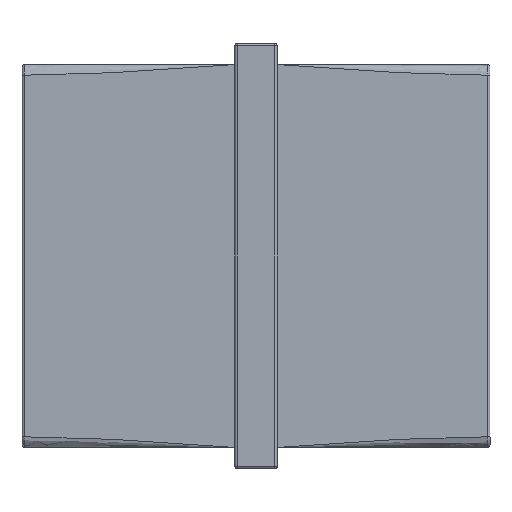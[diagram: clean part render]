
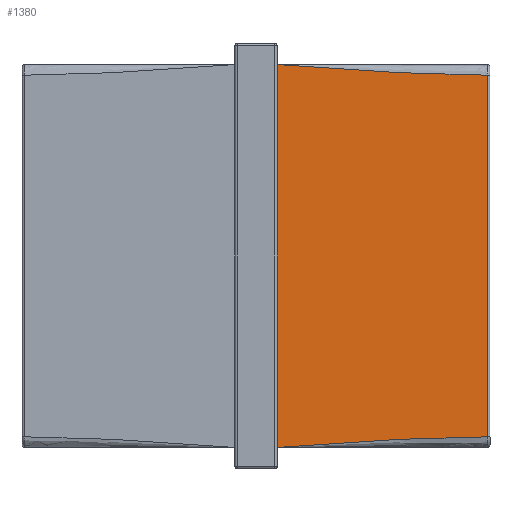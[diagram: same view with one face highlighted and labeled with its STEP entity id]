
A CAD part, front view. The second image highlights one B-rep face of the part: STEP entity #1380.
In plain terms, the highlighted planar face has unit normal (0, -1, 0).
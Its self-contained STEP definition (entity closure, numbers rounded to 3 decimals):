
#17 = EDGE_CURVE ( 'NONE', #851, #1834, #1192, .T. ) ;
#124 = DIRECTION ( 'NONE',  ( 0., 0., 1. ) ) ;
#142 = CARTESIAN_POINT ( 'NONE',  ( 2., -13., -18. ) ) ;
#212 = CARTESIAN_POINT ( 'NONE',  ( 2., -13., -18. ) ) ;
#411 = CARTESIAN_POINT ( 'NONE',  ( 15.167, -13., -17.012 ) ) ;
#491 = CARTESIAN_POINT ( 'NONE',  ( 21.75, -13., -17. ) ) ;
#544 = DIRECTION ( 'NONE',  ( 0., 0., 1. ) ) ;
#641 = ORIENTED_EDGE ( 'NONE', *, *, #701, .T. ) ;
#692 = FACE_OUTER_BOUND ( 'NONE', #2024, .T. ) ;
#695 = ORIENTED_EDGE ( 'NONE', *, *, #1000, .T. ) ;
#701 = EDGE_CURVE ( 'NONE', #1834, #942, #872, .T. ) ;
#705 = CARTESIAN_POINT ( 'NONE',  ( 21.75, -13., 17. ) ) ;
#832 = CARTESIAN_POINT ( 'NONE',  ( 21.75, -13., 17. ) ) ;
#851 = VERTEX_POINT ( 'NONE', #491 ) ;
#861 = ORIENTED_EDGE ( 'NONE', *, *, #17, .T. ) ;
#872 = B_SPLINE_CURVE_WITH_KNOTS ( 'NONE', 3,
 ( #885, #1825, #2139, #1246 ),
 .UNSPECIFIED., .F., .F.,
 ( 4, 4 ),
 ( 0., 0.02 ),
 .UNSPECIFIED. ) ;
#885 = CARTESIAN_POINT ( 'NONE',  ( 21.75, -13., 17. ) ) ;
#942 = VERTEX_POINT ( 'NONE', #1938 ) ;
#962 = VERTEX_POINT ( 'NONE', #142 ) ;
#1000 = EDGE_CURVE ( 'NONE', #942, #962, #1809, .T. ) ;
#1009 = VECTOR ( 'NONE', #124, 1000. ) ;
#1163 = VECTOR ( 'NONE', #1798, 1000. ) ;
#1192 = LINE ( 'NONE', #832, #1009 ) ;
#1219 = PLANE ( 'NONE',  #2233 ) ;
#1246 = CARTESIAN_POINT ( 'NONE',  ( 2., -13., 18. ) ) ;
#1380 = ADVANCED_FACE ( 'NONE', ( #692 ), #1219, .F. ) ;
#1418 = ORIENTED_EDGE ( 'NONE', *, *, #1450, .T. ) ;
#1447 = CARTESIAN_POINT ( 'NONE',  ( 22., -13., 18. ) ) ;
#1450 = EDGE_CURVE ( 'NONE', #962, #851, #1888, .T. ) ;
#1482 = CARTESIAN_POINT ( 'NONE',  ( 21.75, -13., -17. ) ) ;
#1798 = DIRECTION ( 'NONE',  ( 0., 0., -1. ) ) ;
#1809 = LINE ( 'NONE', #1983, #1163 ) ;
#1825 = CARTESIAN_POINT ( 'NONE',  ( 15.167, -13., 17.012 ) ) ;
#1834 = VERTEX_POINT ( 'NONE', #705 ) ;
#1888 = B_SPLINE_CURVE_WITH_KNOTS ( 'NONE', 3,
 ( #212, #1897, #411, #1482 ),
 .UNSPECIFIED., .F., .F.,
 ( 4, 4 ),
 ( -0.04, -0.02 ),
 .UNSPECIFIED. ) ;
#1897 = CARTESIAN_POINT ( 'NONE',  ( 8.583, -13., -17.506 ) ) ;
#1938 = CARTESIAN_POINT ( 'NONE',  ( 2., -13., 18. ) ) ;
#1983 = CARTESIAN_POINT ( 'NONE',  ( 2., -13., 18. ) ) ;
#2024 = EDGE_LOOP ( 'NONE', ( #1418, #861, #641, #695 ) ) ;
#2139 = CARTESIAN_POINT ( 'NONE',  ( 8.583, -13., 17.506 ) ) ;
#2176 = DIRECTION ( 'NONE',  ( 0., 1., 0. ) ) ;
#2233 = AXIS2_PLACEMENT_3D ( 'NONE', #1447, #2176, #544 ) ;
